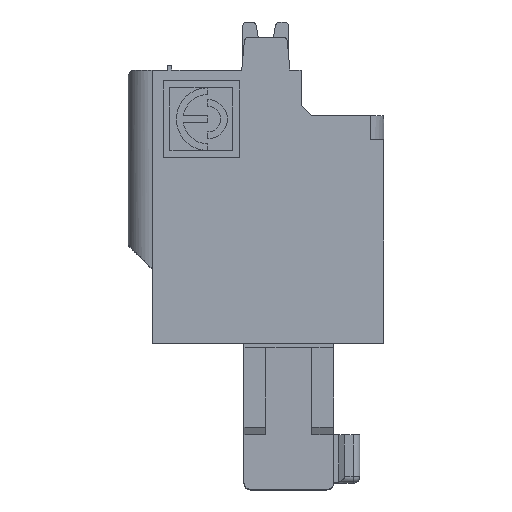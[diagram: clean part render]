
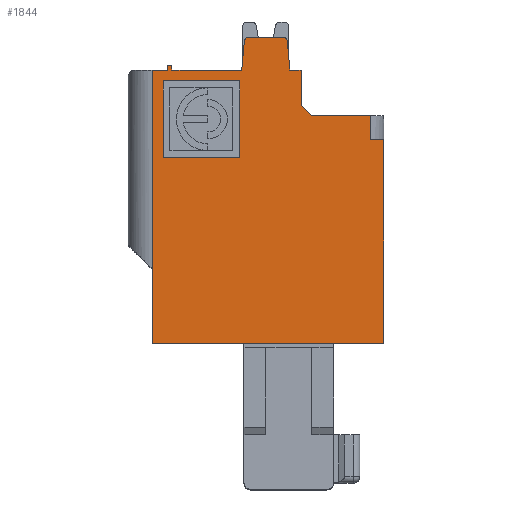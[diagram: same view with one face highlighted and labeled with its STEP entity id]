
A CAD part, top view. The second image highlights one B-rep face of the part: STEP entity #1844.
In plain terms, the highlighted planar face has unit normal (0, 0, 1).
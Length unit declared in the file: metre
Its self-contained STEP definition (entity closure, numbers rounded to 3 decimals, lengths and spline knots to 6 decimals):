
#1844=ADVANCED_FACE('',(#4344,#4345),#4346,.F.);
#2996=EDGE_CURVE('',#6063,#6064,#6065,.T.);
#4344=FACE_BOUND('',#7439,.T.);
#4345=FACE_OUTER_BOUND('',#7440,.T.);
#4346=PLANE('',#7441);
#4728=VERTEX_POINT('',#8037);
#4739=VERTEX_POINT('',#8056);
#4742=VERTEX_POINT('',#8061);
#4746=VERTEX_POINT('',#8067);
#4773=VERTEX_POINT('',#8106);
#4776=VERTEX_POINT('',#8111);
#4779=VERTEX_POINT('',#8116);
#4790=VERTEX_POINT('',#8135);
#6063=VERTEX_POINT('',#10880);
#6064=VERTEX_POINT('',#10881);
#6065=LINE('',#10882,#10883);
#6132=VERTEX_POINT('',#10999);
#7439=EDGE_LOOP('',(#14818,#14819,#14820,#14821));
#7440=EDGE_LOOP('',(#14822,#14823,#14824,#14825,#14826,#14827,#14828,#14829,#14830,#14831,#14832,#14833,#14834,#14835,#14836,#14837,#14838,#14839,#14840));
#7441=AXIS2_PLACEMENT_3D('',#14841,#14842,#14843);
#8037=CARTESIAN_POINT('',(0.024215,0.013817,-0.21475));
#8056=CARTESIAN_POINT('',(0.0241,0.0125,-0.21475));
#8061=CARTESIAN_POINT('',(0.0209,0.0125,-0.21475));
#8067=CARTESIAN_POINT('',(0.0209,0.0127,-0.21475));
#8106=CARTESIAN_POINT('',(0.0207,0.0125,-0.21475));
#8111=CARTESIAN_POINT('',(0.026185,0.013817,-0.21475));
#8116=CARTESIAN_POINT('',(0.0263,0.0125,-0.21475));
#8135=CARTESIAN_POINT('',(0.0207,0.0127,-0.21475));
#10880=CARTESIAN_POINT('',(0.0306,0.,-0.21475));
#10881=CARTESIAN_POINT('',(0.0306,0.0093,-0.21475));
#10882=CARTESIAN_POINT('',(0.0306,0.,-0.21475));
#10883=VECTOR('',#16061,1.0);
#10999=CARTESIAN_POINT('',(0.03,0.0093,-0.21475));
#14818=ORIENTED_EDGE('',*,*,#16352,.T.);
#14819=ORIENTED_EDGE('',*,*,#17155,.T.);
#14820=ORIENTED_EDGE('',*,*,#17156,.T.);
#14821=ORIENTED_EDGE('',*,*,#17122,.T.);
#14822=ORIENTED_EDGE('',*,*,#17090,.T.);
#14823=ORIENTED_EDGE('',*,*,#16210,.T.);
#14824=ORIENTED_EDGE('',*,*,#17125,.F.);
#14825=ORIENTED_EDGE('',*,*,#16304,.T.);
#14826=ORIENTED_EDGE('',*,*,#16302,.T.);
#14827=ORIENTED_EDGE('',*,*,#16306,.T.);
#14828=ORIENTED_EDGE('',*,*,#16242,.T.);
#14829=ORIENTED_EDGE('',*,*,#16246,.T.);
#14830=ORIENTED_EDGE('',*,*,#17124,.F.);
#14831=ORIENTED_EDGE('',*,*,#16282,.T.);
#14832=ORIENTED_EDGE('',*,*,#17157,.F.);
#14833=ORIENTED_EDGE('',*,*,#16327,.F.);
#14834=ORIENTED_EDGE('',*,*,#16296,.F.);
#14835=ORIENTED_EDGE('',*,*,#17151,.F.);
#14836=ORIENTED_EDGE('',*,*,#16198,.T.);
#14837=ORIENTED_EDGE('',*,*,#2996,.T.);
#14838=ORIENTED_EDGE('',*,*,#17158,.F.);
#14839=ORIENTED_EDGE('',*,*,#17159,.F.);
#14840=ORIENTED_EDGE('',*,*,#17085,.F.);
#14841=CARTESIAN_POINT('',(0.034572,0.033759,-0.21475));
#14842=DIRECTION('',(0.0,0.,-1.0));
#14843=DIRECTION('',(-1.0,0.0,0.0));
#16061=DIRECTION('',(0.0,1.0,0.));
#16198=EDGE_CURVE('',#17381,#6063,#17384,.T.);
#16210=EDGE_CURVE('',#17406,#17404,#17407,.T.);
#16242=EDGE_CURVE('',#17456,#4728,#17457,.T.);
#16246=EDGE_CURVE('',#4728,#4739,#17461,.T.);
#16282=EDGE_CURVE('',#4742,#4746,#17516,.T.);
#16296=EDGE_CURVE('',#17530,#4773,#17532,.T.);
#16302=EDGE_CURVE('',#4776,#17537,#17539,.T.);
#16304=EDGE_CURVE('',#4779,#4776,#17541,.T.);
#16306=EDGE_CURVE('',#17537,#17456,#17543,.T.);
#16327=EDGE_CURVE('',#4773,#4790,#17568,.T.);
#16352=EDGE_CURVE('',#17612,#17610,#17613,.T.);
#17085=EDGE_CURVE('',#18510,#18512,#18513,.T.);
#17090=EDGE_CURVE('',#18510,#17406,#18518,.T.);
#17122=EDGE_CURVE('',#18552,#17612,#18556,.T.);
#17124=EDGE_CURVE('',#4742,#4739,#18558,.T.);
#17125=EDGE_CURVE('',#4779,#17404,#18559,.T.);
#17151=EDGE_CURVE('',#17381,#17530,#18590,.T.);
#17155=EDGE_CURVE('',#17610,#18594,#18595,.T.);
#17156=EDGE_CURVE('',#18594,#18552,#18596,.T.);
#17157=EDGE_CURVE('',#4790,#4746,#18597,.T.);
#17158=EDGE_CURVE('',#6132,#6064,#18598,.T.);
#17159=EDGE_CURVE('',#18512,#6132,#18599,.T.);
#17381=VERTEX_POINT('',#18886);
#17384=LINE('',#18891,#18892);
#17404=VERTEX_POINT('',#18926);
#17406=VERTEX_POINT('',#18929);
#17407=LINE('',#18930,#18931);
#17456=VERTEX_POINT('',#19002);
#17457=CIRCLE('',#19003,0.0002);
#17461=LINE('',#19008,#19009);
#17516=LINE('',#19085,#19086);
#17530=VERTEX_POINT('',#19108);
#17532=LINE('',#19111,#19112);
#17537=VERTEX_POINT('',#19119);
#17539=CIRCLE('',#19122,0.0002);
#17541=LINE('',#19124,#19125);
#17543=LINE('',#19127,#19128);
#17568=LINE('',#19167,#19168);
#17610=VERTEX_POINT('',#19249);
#17612=VERTEX_POINT('',#19252);
#17613=LINE('',#19253,#19254);
#18510=VERTEX_POINT('',#20490);
#18512=VERTEX_POINT('',#20493);
#18513=LINE('',#20494,#20495);
#18518=LINE('',#20501,#20502);
#18552=VERTEX_POINT('',#20545);
#18556=LINE('',#20551,#20552);
#18558=LINE('',#20554,#20555);
#18559=LINE('',#20556,#20557);
#18590=LINE('',#20603,#20604);
#18594=VERTEX_POINT('',#20610);
#18595=LINE('',#20611,#20612);
#18596=LINE('',#20613,#20614);
#18597=LINE('',#20615,#20616);
#18598=LINE('',#20617,#20618);
#18599=LINE('',#20619,#20620);
#18886=CARTESIAN_POINT('',(0.02,0.,-0.21475));
#18891=CARTESIAN_POINT('',(0.016699,0.,-0.21475));
#18892=VECTOR('',#20870,1.0);
#18926=CARTESIAN_POINT('',(0.026811,0.0125,-0.21475));
#18929=CARTESIAN_POINT('',(0.026811,0.010896,-0.21475));
#18930=CARTESIAN_POINT('',(0.026811,0.033759,-0.21475));
#18931=VECTOR('',#20877,1.0);
#19002=CARTESIAN_POINT('',(0.024414,0.014,-0.21475));
#19003=AXIS2_PLACEMENT_3D('',#20907,#20908,#20909);
#19008=CARTESIAN_POINT('',(0.024215,0.013817,-0.21475));
#19009=VECTOR('',#20911,1.0);
#19085=CARTESIAN_POINT('',(0.0209,0.0125,-0.21475));
#19086=VECTOR('',#20948,1.0);
#19108=CARTESIAN_POINT('',(0.02,0.0125,-0.21475));
#19111=CARTESIAN_POINT('',(0.02,0.0125,-0.21475));
#19112=VECTOR('',#20967,1.0);
#19119=CARTESIAN_POINT('',(0.025985,0.014,-0.21475));
#19122=AXIS2_PLACEMENT_3D('',#20974,#20975,#20976);
#19124=CARTESIAN_POINT('',(0.0263,0.0125,-0.21475));
#19125=VECTOR('',#20977,1.0);
#19127=CARTESIAN_POINT('',(0.024475,0.014,-0.21475));
#19128=VECTOR('',#20978,1.0);
#19167=CARTESIAN_POINT('',(0.0207,0.0125,-0.21475));
#19168=VECTOR('',#20996,1.0);
#19249=CARTESIAN_POINT('',(0.024,0.0085,-0.21475));
#19252=CARTESIAN_POINT('',(0.024,0.012,-0.21475));
#19253=CARTESIAN_POINT('',(0.024,0.033759,-0.21475));
#19254=VECTOR('',#21017,1.0);
#20490=CARTESIAN_POINT('',(0.027307,0.0104,-0.21475));
#20493=CARTESIAN_POINT('',(0.03,0.0104,-0.21475));
#20494=CARTESIAN_POINT('',(0.034572,0.0104,-0.21475));
#20495=VECTOR('',#21562,1.0);
#20501=CARTESIAN_POINT('',(0.019267,0.01844,-0.21475));
#20502=VECTOR('',#21570,1.0);
#20545=CARTESIAN_POINT('',(0.0205,0.012,-0.21475));
#20551=CARTESIAN_POINT('',(0.034072,0.012,-0.21475));
#20552=VECTOR('',#21597,1.0);
#20554=CARTESIAN_POINT('',(0.0209,0.0125,-0.21475));
#20555=VECTOR('',#21598,1.0);
#20556=CARTESIAN_POINT('',(0.0263,0.0125,-0.21475));
#20557=VECTOR('',#21599,1.0);
#20603=CARTESIAN_POINT('',(0.02,0.0118,-0.21475));
#20604=VECTOR('',#21627,1.0);
#20610=CARTESIAN_POINT('',(0.0205,0.0085,-0.21475));
#20611=CARTESIAN_POINT('',(0.034072,0.0085,-0.21475));
#20612=VECTOR('',#21630,1.0);
#20613=CARTESIAN_POINT('',(0.0205,0.033759,-0.21475));
#20614=VECTOR('',#21631,1.0);
#20615=CARTESIAN_POINT('',(0.0207,0.0127,-0.21475));
#20616=VECTOR('',#21632,1.0);
#20617=CARTESIAN_POINT('',(0.03,0.0093,-0.21475));
#20618=VECTOR('',#21633,1.0);
#20619=CARTESIAN_POINT('',(0.03,0.0125,-0.21475));
#20620=VECTOR('',#21634,1.0);
#20870=DIRECTION('',(1.0,0.0,0.0));
#20877=DIRECTION('',(0.,1.0,0.));
#20907=CARTESIAN_POINT('',(0.024414,0.0138,-0.21475));
#20908=DIRECTION('',(0.0,0.,1.0));
#20909=DIRECTION('',(0.0,1.0,0.));
#20911=DIRECTION('',(-0.087,-0.996,0.));
#20948=DIRECTION('',(0.0,1.0,0.));
#20967=DIRECTION('',(1.0,0.0,0.0));
#20974=CARTESIAN_POINT('',(0.025985,0.0138,-0.21475));
#20975=DIRECTION('',(0.,0.,1.0));
#20976=DIRECTION('',(0.996,0.087,0.));
#20977=DIRECTION('',(-0.087,0.996,0.));
#20978=DIRECTION('',(-1.0,-0.0,0.0));
#20996=DIRECTION('',(0.0,1.0,0.));
#21017=DIRECTION('',(0.,-1.0,0.));
#21562=DIRECTION('',(1.0,0.,0.));
#21570=DIRECTION('',(-0.707,0.707,0.));
#21597=DIRECTION('',(1.0,0.,0.));
#21598=DIRECTION('',(1.0,0.0,0.0));
#21599=DIRECTION('',(1.0,0.0,0.0));
#21627=DIRECTION('',(0.0,1.0,0.));
#21630=DIRECTION('',(-1.0,0.,0.));
#21631=DIRECTION('',(0.,1.0,0.));
#21632=DIRECTION('',(1.0,0.0,0.0));
#21633=DIRECTION('',(1.0,0.0,0.0));
#21634=DIRECTION('',(0.0,-1.0,0.));
